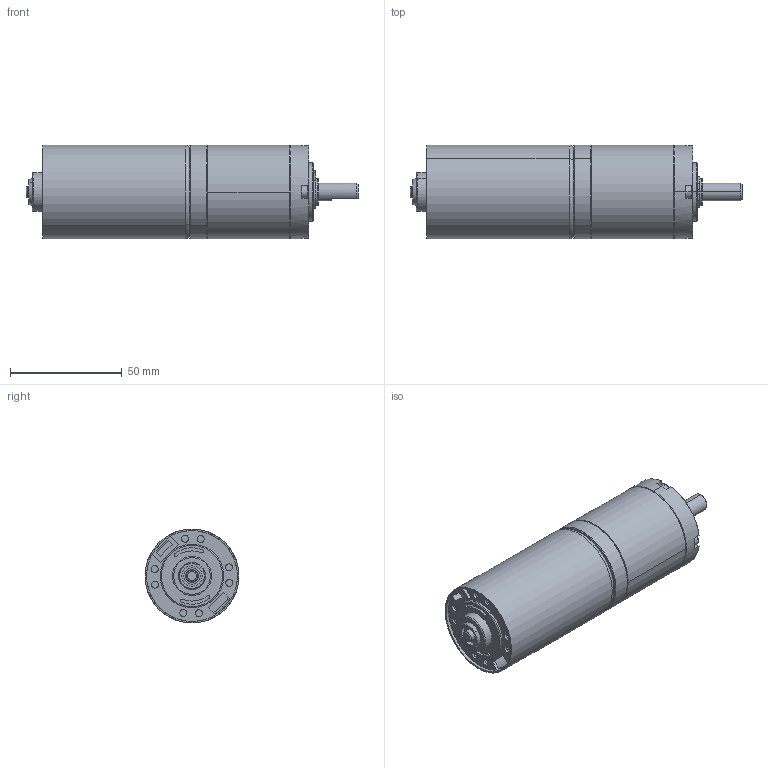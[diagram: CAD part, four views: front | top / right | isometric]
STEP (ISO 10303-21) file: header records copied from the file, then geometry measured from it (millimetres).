
FILE_DESCRIPTION((''),'2;1');
FILE_NAME('42RP-000-000_ASM','2024-07-15T',('86157'),(''),'PRO/ENGINEER BY PARAMETRIC TECHNOLOGY CORPORATION, 2010280','PRO/ENGINEER BY PARAMETRIC TECHNOLOGY CORPORATION, 2010280','');
FILE_SCHEMA(('CONFIG_CONTROL_DESIGN'));
Length unit declared in the file: millimetre
Products named in the file (22): 42RP-003; 61901-2RS1; DM042P530001; 42RP-000-1_ASM; 42RP-004-ZHOU; 42RP-005; 42RP-000-2-ZHOU_ASM; DM042P530002; 42RP-002-3B; 42RP-000-3_ASM; 42RP-001; PRT0010; PRT0011; 4266______2________; 5-89__; PRT0012; BL4266-3D_ASM; _DM-BL4266; DM-BL4266_ASM; 42RP-000-5_ASM; DM042P352003-M3; 42RP-000-000_ASM
Assembly tree (28 placements, depth 5):
  42RP-000-000_ASM
    42RP-000-3_ASM
      42RP-000-1_ASM
        42RP-003
        61901-2RS1  x2
        DM042P530001
      42RP-000-2-ZHOU_ASM
        42RP-004-ZHOU
        42RP-005  x3
      DM042P530002
      42RP-002-3B
    42RP-000-5_ASM
      42RP-001
      DM-BL4266_ASM
        BL4266-3D_ASM
          PRT0010  x2
          PRT0011
          4266______2________
          5-89__
          PRT0012
        _DM-BL4266
    DM042P352003-M3  x4
Bounding box: 148.8 x 42 x 42 mm (x, y, z)
Volume: 68022.6 mm3; surface area: 59929 mm2
Topology: 21 solids, 29 shells, 1620 faces, 4224 edges, 2688 vertices
Faces by surface type: cylinder 866, plane 312, cone 164, extrusion 96, bspline 94, torus 84, sphere 4
Entity records: 47689 total; most frequent: CARTESIAN_POINT 18013, ORIENTED_EDGE 6264, DIRECTION 5950, EDGE_CURVE 3150, AXIS2_PLACEMENT_3D 2362, VERTEX_POINT 2013, EDGE_LOOP 1325, VECTOR 1226
